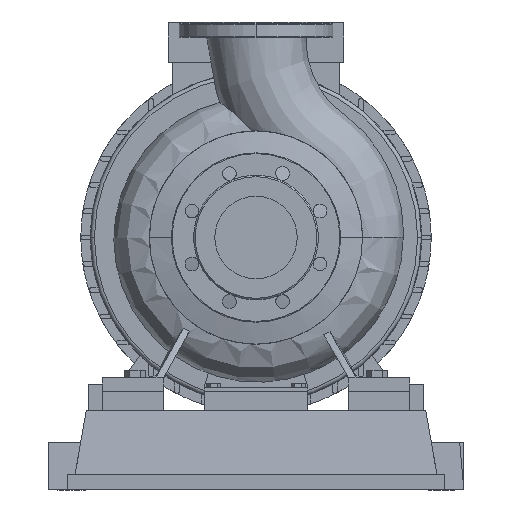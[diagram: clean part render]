
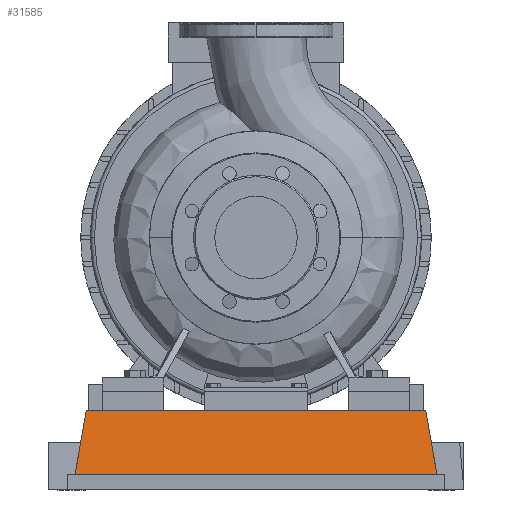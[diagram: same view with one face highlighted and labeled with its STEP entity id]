
A CAD part, left-side view. The second image highlights one B-rep face of the part: STEP entity #31585.
In plain terms, the highlighted planar face has unit normal (-0.985, 0, 0.174).
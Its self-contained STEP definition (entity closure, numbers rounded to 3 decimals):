
#29470=CARTESIAN_POINT('',(-100.,-235.,20.6));
#29471=VERTEX_POINT('',#29470);
#29478=CARTESIAN_POINT('',(-100.,235.0,20.6));
#29479=VERTEX_POINT('',#29478);
#29480=CARTESIAN_POINT('',(-100.,-235.,20.6));
#29481=DIRECTION('',(0.0,1.0,0.0));
#29482=VECTOR('',#29481,470.0);
#29483=LINE('',#29480,#29482);
#29484=EDGE_CURVE('',#29471,#29479,#29483,.T.);
#31319=CARTESIAN_POINT('',(-85.471,-220.471,103.0));
#31320=VERTEX_POINT('',#31319);
#31327=CARTESIAN_POINT('',(-100.,-235.,20.6));
#31328=DIRECTION('',(0.171,0.171,0.97));
#31329=VECTOR('',#31328,84.923);
#31330=LINE('',#31327,#31329);
#31331=EDGE_CURVE('',#29471,#31320,#31330,.T.);
#31562=CARTESIAN_POINT('',(-100.,-235.,20.6));
#31563=DIRECTION('',(-0.985,0.,0.174));
#31564=DIRECTION('',(0.0,-1.0,0.0));
#31565=AXIS2_PLACEMENT_3D('',#31562,#31563,#31564);
#31566=PLANE('',#31565);
#31567=CARTESIAN_POINT('',(-85.471,220.471,103.0));
#31568=VERTEX_POINT('',#31567);
#31569=CARTESIAN_POINT('',(-85.471,-220.471,103.0));
#31570=DIRECTION('',(0.0,1.0,0.0));
#31571=VECTOR('',#31570,440.941);
#31572=LINE('',#31569,#31571);
#31573=EDGE_CURVE('',#31320,#31568,#31572,.T.);
#31574=ORIENTED_EDGE('',*,*,#31573,.T.);
#31575=CARTESIAN_POINT('',(-100.,235.0,20.6));
#31576=DIRECTION('',(0.171,-0.171,0.97));
#31577=VECTOR('',#31576,84.923);
#31578=LINE('',#31575,#31577);
#31579=EDGE_CURVE('',#29479,#31568,#31578,.T.);
#31580=ORIENTED_EDGE('',*,*,#31579,.F.);
#31581=ORIENTED_EDGE('',*,*,#29484,.F.);
#31582=ORIENTED_EDGE('',*,*,#31331,.T.);
#31583=EDGE_LOOP('',(#31574,#31580,#31581,#31582));
#31584=FACE_OUTER_BOUND('',#31583,.T.);
#31585=ADVANCED_FACE('',(#31584),#31566,.T.);
